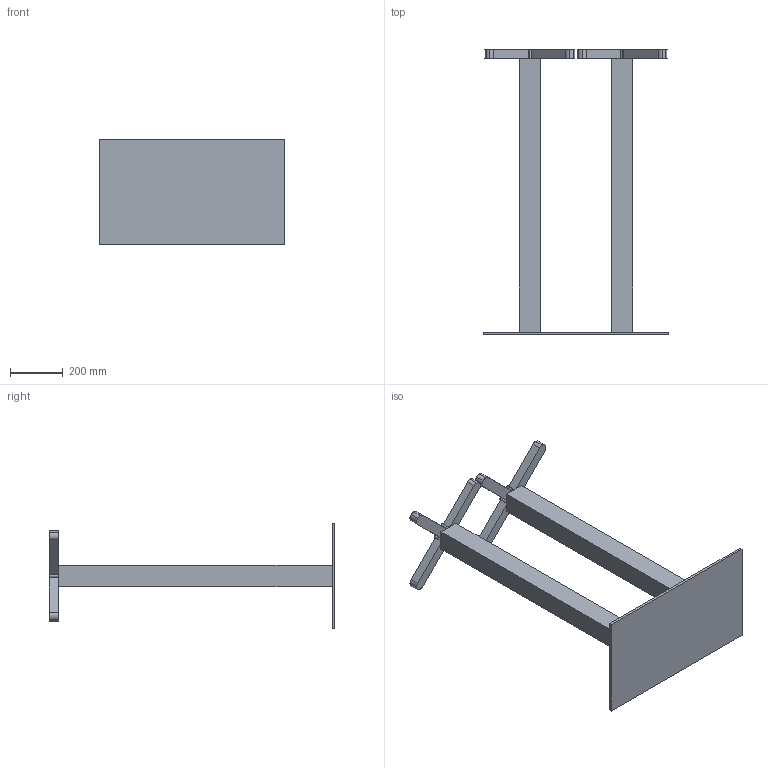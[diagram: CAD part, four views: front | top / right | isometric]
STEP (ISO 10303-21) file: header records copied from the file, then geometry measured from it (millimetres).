
FILE_DESCRIPTION(('STEP AP214'),'1');
FILE_NAME('3036445 Livia SE Duo_Schwarz.STP','2025-07-24T09:45:36',(' '),(' '),'Spatial InterOp 3D',' ',' ');
FILE_SCHEMA(('AUTOMOTIVE_DESIGN { 1 0 10303 214 1 1 1 1 }'));
Length unit declared in the file: millimetre
Products named in the file (1): Boss-Extrude2
Bounding box: 700 x 1080 x 400 mm (x, y, z)
Volume: 18387444.5 mm3; surface area: 1544341.7 mm2
Topology: 5 solids, 5 shells, 86 faces, 228 edges, 152 vertices
Faces by surface type: cylinder 48, plane 38
Entity records: 2790 total; most frequent: DIRECTION 506, CARTESIAN_POINT 471, ORIENTED_EDGE 456, EDGE_CURVE 228, AXIS2_PLACEMENT_3D 187, VERTEX_POINT 152, LINE 132, VECTOR 132
